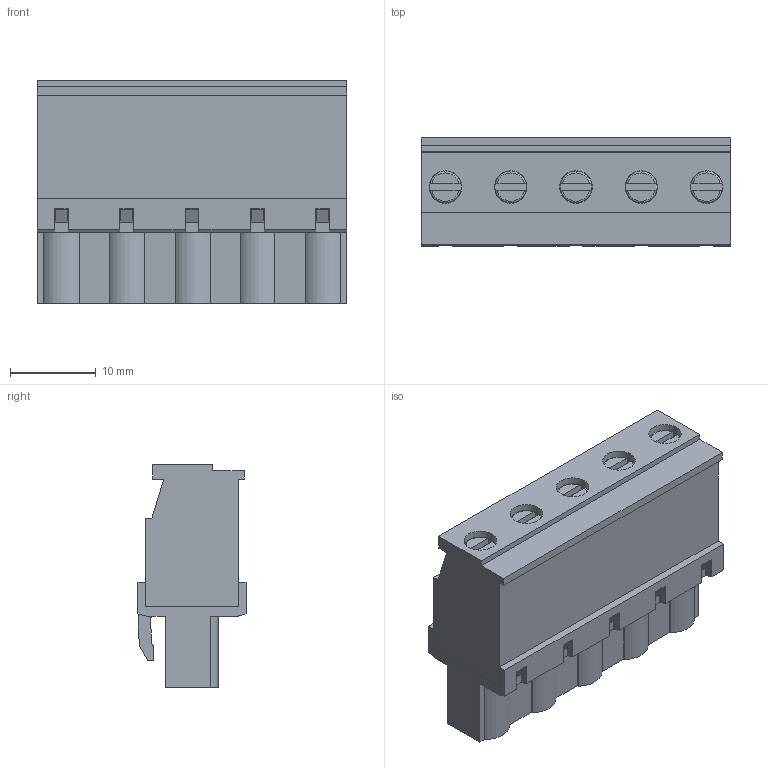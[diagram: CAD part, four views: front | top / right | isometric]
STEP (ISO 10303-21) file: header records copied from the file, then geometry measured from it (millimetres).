
FILE_DESCRIPTION( ( 'Unknown' ), '1' );
FILE_NAME( '691352410005.stp', 'Unknown', ( 'Quentin LAIDEBEUR' ), ( 'WE' ), 'PSStep 15.0.49', 'Sample-box', ' ' );
FILE_SCHEMA( ( 'AUTOMOTIVE_DESIGN { 1 0 10303 214 1 1 1 1 }' ) );
Length unit declared in the file: millimetre
Products named in the file (6): Assem1; 691344410005_plastic top; vis cage; Spring; cage; 691352410005_plastic bottom
Assembly tree (17 placements, depth 2):
  Assem1
    691344410005_plastic top
    vis cage  x5
    Spring  x5
    cage  x5
    691352410005_plastic bottom
Bounding box: 36.08 x 12.6 x 26 mm (x, y, z)
Volume: 5440 mm3; surface area: 11332.2 mm2
Topology: 17 solids, 17 shells, 906 faces, 2459 edges, 1602 vertices
Faces by surface type: plane 743, cylinder 138, torus 15, cone 10
Full cylindrical faces by diameter (mm): 1.5 x5, 2.459 x5, 2.6 x5, 3 x10, 3.7 x5, 3.8 x5
Entity records: 23683 total; most frequent: CARTESIAN_POINT 3345, ORIENTED_EDGE 3252, DIRECTION 2989, EDGE_CURVE 1626, LINE 1487, VECTOR 1487, VERTEX_POINT 1083, AXIS2_PLACEMENT_3D 751
